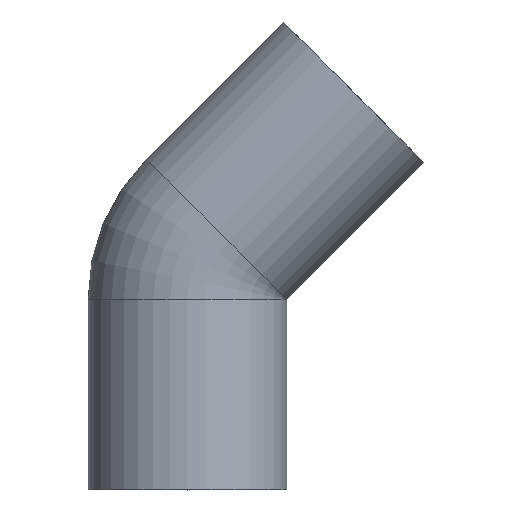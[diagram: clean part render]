
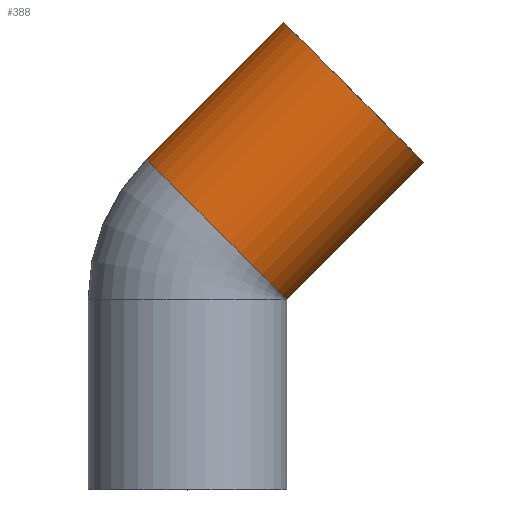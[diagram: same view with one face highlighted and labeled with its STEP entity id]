
A CAD part, top view. The second image highlights one B-rep face of the part: STEP entity #388.
In plain terms, the highlighted cylindrical face has radius 55 mm (diameter 110 mm), a partial arc.
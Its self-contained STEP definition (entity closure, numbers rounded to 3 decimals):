
#20 = CARTESIAN_POINT ( 'NONE',  ( 55., 105.218, 0. ) ) ;
#28 = EDGE_CURVE ( 'NONE', #367, #279, #289, .T. ) ;
#34 = VECTOR ( 'NONE', #160, 1000. ) ;
#51 = AXIS2_PLACEMENT_3D ( 'NONE', #265, #380, #85 ) ;
#52 = CIRCLE ( 'NONE', #51, 55. ) ;
#59 = EDGE_CURVE ( 'NONE', #367, #170, #250, .T. ) ;
#85 = DIRECTION ( 'NONE',  ( 0., 0., 1. ) ) ;
#98 = ORIENTED_EDGE ( 'NONE', *, *, #408, .T. ) ;
#103 = ORIENTED_EDGE ( 'NONE', *, *, #344, .F. ) ;
#112 = DIRECTION ( 'NONE',  ( 0.707, 0.707, 0. ) ) ;
#122 = CARTESIAN_POINT ( 'NONE',  ( 55., 105.218, 0. ) ) ;
#123 = CARTESIAN_POINT ( 'NONE',  ( 16.109, 144.109, 0. ) ) ;
#124 = CARTESIAN_POINT ( 'NONE',  ( 130.891, 181.109, 0. ) ) ;
#146 = CARTESIAN_POINT ( 'NONE',  ( 16.109, 144.109, 0. ) ) ;
#160 = DIRECTION ( 'NONE',  ( 0.707, 0.707, 0. ) ) ;
#170 = VERTEX_POINT ( 'NONE', #122 ) ;
#184 = ORIENTED_EDGE ( 'NONE', *, *, #59, .T. ) ;
#207 = VERTEX_POINT ( 'NONE', #124 ) ;
#220 = AXIS2_PLACEMENT_3D ( 'NONE', #123, #269, #384 ) ;
#240 = AXIS2_PLACEMENT_3D ( 'NONE', #146, #292, #405 ) ;
#250 = CIRCLE ( 'NONE', #240, 55. ) ;
#263 = VECTOR ( 'NONE', #112, 1000. ) ;
#265 = CARTESIAN_POINT ( 'NONE',  ( 92., 220., 0. ) ) ;
#269 = DIRECTION ( 'NONE',  ( 0.707, 0.707, 0. ) ) ;
#279 = VERTEX_POINT ( 'NONE', #304 ) ;
#289 = LINE ( 'NONE', #404, #263 ) ;
#292 = DIRECTION ( 'NONE',  ( 0.707, 0.707, 0. ) ) ;
#297 = CARTESIAN_POINT ( 'NONE',  ( -22.782, 183., 0. ) ) ;
#299 = FACE_OUTER_BOUND ( 'NONE', #398, .T. ) ;
#304 = CARTESIAN_POINT ( 'NONE',  ( 53.109, 258.891, 0. ) ) ;
#331 = LINE ( 'NONE', #20, #34 ) ;
#344 = EDGE_CURVE ( 'NONE', #279, #207, #52, .T. ) ;
#367 = VERTEX_POINT ( 'NONE', #297 ) ;
#380 = DIRECTION ( 'NONE',  ( 0.707, 0.707, 0. ) ) ;
#384 = DIRECTION ( 'NONE',  ( -0.707, 0.707, 0. ) ) ;
#388 = ADVANCED_FACE ( 'NONE', ( #299 ), #413, .T. ) ;
#398 = EDGE_LOOP ( 'NONE', ( #184, #98, #103, #402 ) ) ;
#402 = ORIENTED_EDGE ( 'NONE', *, *, #28, .F. ) ;
#404 = CARTESIAN_POINT ( 'NONE',  ( -22.782, 183., 0. ) ) ;
#405 = DIRECTION ( 'NONE',  ( 0., 0., 1. ) ) ;
#408 = EDGE_CURVE ( 'NONE', #170, #207, #331, .T. ) ;
#413 = CYLINDRICAL_SURFACE ( 'NONE', #220, 55. ) ;
